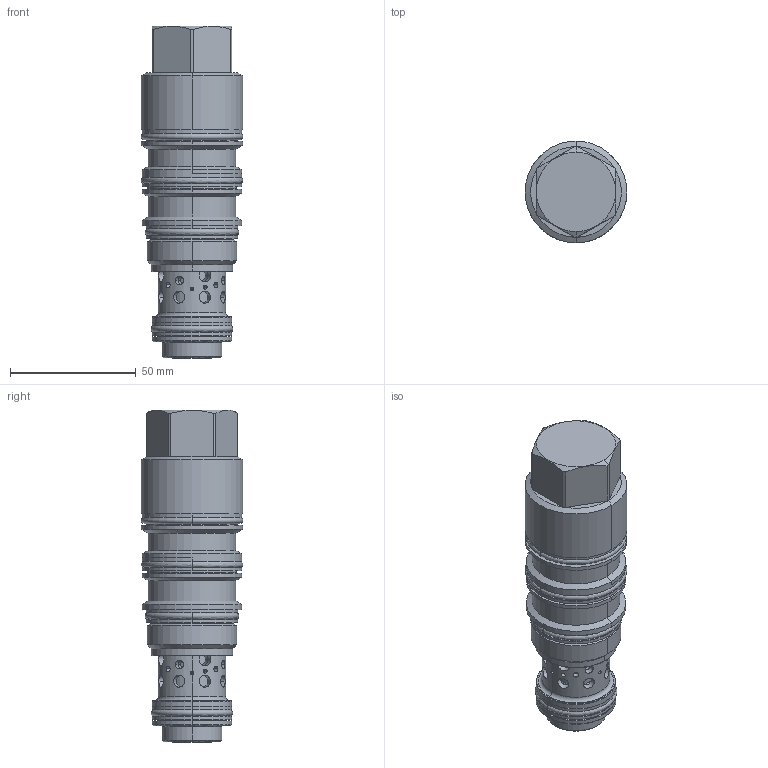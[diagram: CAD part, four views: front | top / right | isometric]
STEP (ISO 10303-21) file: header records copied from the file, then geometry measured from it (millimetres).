
FILE_DESCRIPTION((''),'2;1');
FILE_NAME('MWGM-XIN_PRT','2009-09-03T',('Administrator'),(''),'PRO/ENGINEER BY PARAMETRIC TECHNOLOGY CORPORATION, 2006240','PRO/ENGINEER BY PARAMETRIC TECHNOLOGY CORPORATION, 2006240','');
FILE_SCHEMA(('CONFIG_CONTROL_DESIGN'));
Length unit declared in the file: inch
Products named in the file (1): MWGM-XIN_PRT
Bounding box: 40.39 x 40.39 x 131.82 mm (x, y, z)
Volume: 117632.3 mm3; surface area: 31719 mm2
Topology: 4 solids, 5 shells, 336 faces, 856 edges, 530 vertices
Faces by surface type: cylinder 188, cone 52, plane 46, torus 36, revolution 14
Entity records: 13668 total; most frequent: CARTESIAN_POINT 5528, ORIENTED_EDGE 1712, DIRECTION 1612, EDGE_CURVE 856, AXIS2_PLACEMENT_3D 668, VERTEX_POINT 530, EDGE_LOOP 444, CIRCLE 346
